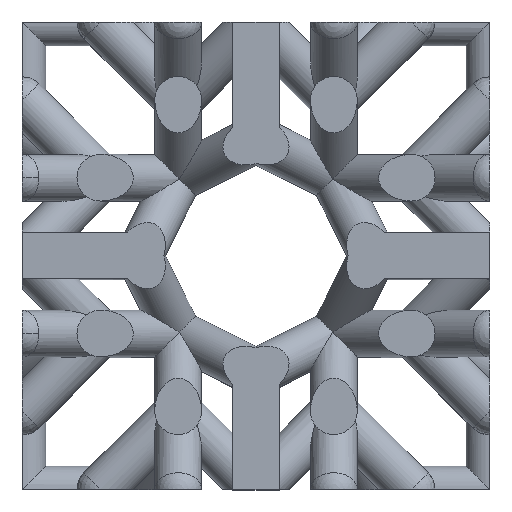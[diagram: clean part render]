
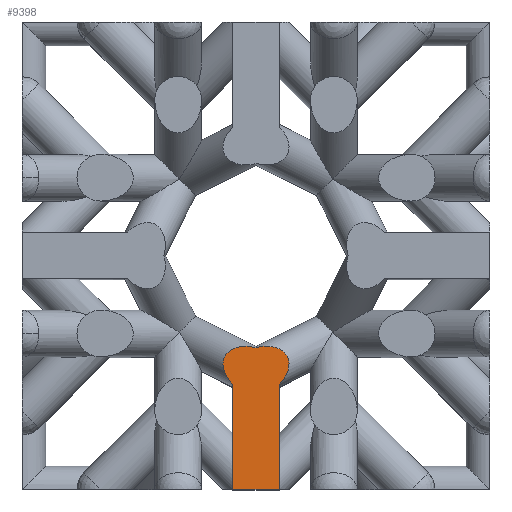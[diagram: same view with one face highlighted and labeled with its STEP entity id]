
A CAD part, top view. The second image highlights one B-rep face of the part: STEP entity #9398.
In plain terms, the highlighted planar face has unit normal (0, 0, 1).
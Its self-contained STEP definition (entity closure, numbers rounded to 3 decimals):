
#3647 = PLANE('',#3648);
#3648 = AXIS2_PLACEMENT_3D('',#3649,#3650,#3651);
#3649 = CARTESIAN_POINT('',(-5.,-5.,-5.));
#3650 = DIRECTION('',(-0.,1.,0.));
#3651 = DIRECTION('',(0.,0.,1.));
#5778 = VERTEX_POINT('',#5779);
#5779 = CARTESIAN_POINT('',(0.5,-5.,5.));
#5801 = CYLINDRICAL_SURFACE('',#5802,0.5);
#5802 = AXIS2_PLACEMENT_3D('',#5803,#5804,#5805);
#5803 = CARTESIAN_POINT('',(0.,-5.,5.));
#5804 = DIRECTION('',(0.,1.,0.));
#5805 = DIRECTION('',(0.,-0.,1.));
#5840 = VERTEX_POINT('',#5841);
#5841 = CARTESIAN_POINT('',(-0.5,-5.,5.));
#5898 = EDGE_CURVE('',#5840,#5778,#5899,.T.);
#5899 = SURFACE_CURVE('',#5900,(#5904,#5911),.PCURVE_S1.);
#5900 = LINE('',#5901,#5902);
#5901 = CARTESIAN_POINT('',(-5.,-5.,5.));
#5902 = VECTOR('',#5903,1.);
#5903 = DIRECTION('',(1.,0.,-0.));
#5904 = PCURVE('',#3647,#5905);
#5905 = DEFINITIONAL_REPRESENTATION('',(#5906),#5910);
#5906 = LINE('',#5907,#5908);
#5907 = CARTESIAN_POINT('',(10.,0.));
#5908 = VECTOR('',#5909,1.);
#5909 = DIRECTION('',(0.,1.));
#5910 = ( GEOMETRIC_REPRESENTATION_CONTEXT(2) 
PARAMETRIC_REPRESENTATION_CONTEXT() REPRESENTATION_CONTEXT('2D SPACE',''
  ) );
#5911 = PCURVE('',#5912,#5917);
#5912 = PLANE('',#5913);
#5913 = AXIS2_PLACEMENT_3D('',#5914,#5915,#5916);
#5914 = CARTESIAN_POINT('',(-5.,-5.,5.));
#5915 = DIRECTION('',(0.,0.,1.));
#5916 = DIRECTION('',(1.,0.,-0.));
#5917 = DEFINITIONAL_REPRESENTATION('',(#5918),#5922);
#5918 = LINE('',#5919,#5920);
#5919 = CARTESIAN_POINT('',(0.,0.));
#5920 = VECTOR('',#5921,1.);
#5921 = DIRECTION('',(1.,0.));
#5922 = ( GEOMETRIC_REPRESENTATION_CONTEXT(2) 
PARAMETRIC_REPRESENTATION_CONTEXT() REPRESENTATION_CONTEXT('2D SPACE',''
  ) );
#9275 = EDGE_CURVE('',#5840,#9276,#9278,.T.);
#9276 = VERTEX_POINT('',#9277);
#9277 = CARTESIAN_POINT('',(-0.5,-2.75,5.));
#9278 = SURFACE_CURVE('',#9279,(#9283,#9289),.PCURVE_S1.);
#9279 = LINE('',#9280,#9281);
#9280 = CARTESIAN_POINT('',(-0.5,-5.,5.));
#9281 = VECTOR('',#9282,1.);
#9282 = DIRECTION('',(0.,1.,0.));
#9283 = PCURVE('',#5801,#9284);
#9284 = DEFINITIONAL_REPRESENTATION('',(#9285),#9288);
#9285 = B_SPLINE_CURVE_WITH_KNOTS('',1,(#9286,#9287),.UNSPECIFIED.,.F.,
  .F.,(2,2),(0.,2.5),
  .PIECEWISE_BEZIER_KNOTS.);
#9286 = CARTESIAN_POINT('',(4.712,0.));
#9287 = CARTESIAN_POINT('',(4.712,2.5));
#9288 = ( GEOMETRIC_REPRESENTATION_CONTEXT(2) 
PARAMETRIC_REPRESENTATION_CONTEXT() REPRESENTATION_CONTEXT('2D SPACE',''
  ) );
#9289 = PCURVE('',#5912,#9290);
#9290 = DEFINITIONAL_REPRESENTATION('',(#9291),#9294);
#9291 = B_SPLINE_CURVE_WITH_KNOTS('',1,(#9292,#9293),.UNSPECIFIED.,.F.,
  .F.,(2,2),(0.,2.5),
  .PIECEWISE_BEZIER_KNOTS.);
#9292 = CARTESIAN_POINT('',(4.5,0.));
#9293 = CARTESIAN_POINT('',(4.5,2.5));
#9294 = ( GEOMETRIC_REPRESENTATION_CONTEXT(2) 
PARAMETRIC_REPRESENTATION_CONTEXT() REPRESENTATION_CONTEXT('2D SPACE',''
  ) );
#9319 = CYLINDRICAL_SURFACE('',#9320,0.5);
#9320 = AXIS2_PLACEMENT_3D('',#9321,#9322,#9323);
#9321 = CARTESIAN_POINT('',(0.,-2.5,5.));
#9322 = DIRECTION('',(-0.667,0.333,-0.667));
#9323 = DIRECTION('',(-0.707,0.,0.707));
#9338 = VERTEX_POINT('',#9339);
#9339 = CARTESIAN_POINT('',(0.5,-2.75,5.));
#9360 = CYLINDRICAL_SURFACE('',#9361,0.5);
#9361 = AXIS2_PLACEMENT_3D('',#9362,#9363,#9364);
#9362 = CARTESIAN_POINT('',(0.,-2.5,5.));
#9363 = DIRECTION('',(0.667,0.333,-0.667));
#9364 = DIRECTION('',(-0.707,0.,-0.707));
#9378 = EDGE_CURVE('',#5778,#9338,#9379,.T.);
#9379 = SURFACE_CURVE('',#9380,(#9384,#9390),.PCURVE_S1.);
#9380 = LINE('',#9381,#9382);
#9381 = CARTESIAN_POINT('',(0.5,-5.,5.));
#9382 = VECTOR('',#9383,1.);
#9383 = DIRECTION('',(0.,1.,0.));
#9384 = PCURVE('',#5801,#9385);
#9385 = DEFINITIONAL_REPRESENTATION('',(#9386),#9389);
#9386 = B_SPLINE_CURVE_WITH_KNOTS('',1,(#9387,#9388),.UNSPECIFIED.,.F.,
  .F.,(2,2),(0.,2.5),
  .PIECEWISE_BEZIER_KNOTS.);
#9387 = CARTESIAN_POINT('',(1.571,0.));
#9388 = CARTESIAN_POINT('',(1.571,2.5));
#9389 = ( GEOMETRIC_REPRESENTATION_CONTEXT(2) 
PARAMETRIC_REPRESENTATION_CONTEXT() REPRESENTATION_CONTEXT('2D SPACE',''
  ) );
#9390 = PCURVE('',#5912,#9391);
#9391 = DEFINITIONAL_REPRESENTATION('',(#9392),#9395);
#9392 = B_SPLINE_CURVE_WITH_KNOTS('',1,(#9393,#9394),.UNSPECIFIED.,.F.,
  .F.,(2,2),(0.,2.5),
  .PIECEWISE_BEZIER_KNOTS.);
#9393 = CARTESIAN_POINT('',(5.5,0.));
#9394 = CARTESIAN_POINT('',(5.5,2.5));
#9395 = ( GEOMETRIC_REPRESENTATION_CONTEXT(2) 
PARAMETRIC_REPRESENTATION_CONTEXT() REPRESENTATION_CONTEXT('2D SPACE',''
  ) );
#9398 = ADVANCED_FACE('',(#9399),#5912,.T.);
#9399 = FACE_BOUND('',#9400,.T.);
#9400 = EDGE_LOOP('',(#9401,#9402,#9403,#9404,#9434,#9463));
#9401 = ORIENTED_EDGE('',*,*,#9275,.F.);
#9402 = ORIENTED_EDGE('',*,*,#5898,.T.);
#9403 = ORIENTED_EDGE('',*,*,#9378,.T.);
#9404 = ORIENTED_EDGE('',*,*,#9405,.T.);
#9405 = EDGE_CURVE('',#9338,#9406,#9408,.T.);
#9406 = VERTEX_POINT('',#9407);
#9407 = CARTESIAN_POINT('',(0.,-1.97,5.));
#9408 = SURFACE_CURVE('',#9409,(#9414,#9421),.PCURVE_S1.);
#9409 = ELLIPSE('',#9410,0.75,0.5);
#9410 = AXIS2_PLACEMENT_3D('',#9411,#9412,#9413);
#9411 = CARTESIAN_POINT('',(0.,-2.5,5.));
#9412 = DIRECTION('',(0.,0.,1.));
#9413 = DIRECTION('',(0.894,0.447,-0.));
#9414 = PCURVE('',#5912,#9415);
#9415 = DEFINITIONAL_REPRESENTATION('',(#9416),#9420);
#9416 = ELLIPSE('',#9417,0.75,0.5);
#9417 = AXIS2_PLACEMENT_2D('',#9418,#9419);
#9418 = CARTESIAN_POINT('',(5.,2.5));
#9419 = DIRECTION('',(0.894,0.447));
#9420 = ( GEOMETRIC_REPRESENTATION_CONTEXT(2) 
PARAMETRIC_REPRESENTATION_CONTEXT() REPRESENTATION_CONTEXT('2D SPACE',''
  ) );
#9421 = PCURVE('',#9360,#9422);
#9422 = DEFINITIONAL_REPRESENTATION('',(#9423),#9433);
#9423 = B_SPLINE_CURVE_WITH_KNOTS('',8,(#9424,#9425,#9426,#9427,#9428,
    #9429,#9430,#9431,#9432),.UNSPECIFIED.,.F.,.F.,(9,9),(4.712
    ,7.854),.PIECEWISE_BEZIER_KNOTS.);
#9424 = CARTESIAN_POINT('',(4.391,0.));
#9425 = CARTESIAN_POINT('',(3.998,0.22));
#9426 = CARTESIAN_POINT('',(3.605,0.439));
#9427 = CARTESIAN_POINT('',(3.213,0.607));
#9428 = CARTESIAN_POINT('',(2.82,0.672));
#9429 = CARTESIAN_POINT('',(2.427,0.607));
#9430 = CARTESIAN_POINT('',(2.034,0.439));
#9431 = CARTESIAN_POINT('',(1.642,0.22));
#9432 = CARTESIAN_POINT('',(1.249,0.));
#9433 = ( GEOMETRIC_REPRESENTATION_CONTEXT(2) 
PARAMETRIC_REPRESENTATION_CONTEXT() REPRESENTATION_CONTEXT('2D SPACE',''
  ) );
#9434 = ORIENTED_EDGE('',*,*,#9435,.T.);
#9435 = EDGE_CURVE('',#9406,#9436,#9438,.T.);
#9436 = VERTEX_POINT('',#9437);
#9437 = CARTESIAN_POINT('',(-0.707,-2.323,5.));
#9438 = SURFACE_CURVE('',#9439,(#9444,#9451),.PCURVE_S1.);
#9439 = ELLIPSE('',#9440,0.75,0.5);
#9440 = AXIS2_PLACEMENT_3D('',#9441,#9442,#9443);
#9441 = CARTESIAN_POINT('',(0.,-2.5,5.));
#9442 = DIRECTION('',(0.,0.,1.));
#9443 = DIRECTION('',(-0.894,0.447,0.));
#9444 = PCURVE('',#5912,#9445);
#9445 = DEFINITIONAL_REPRESENTATION('',(#9446),#9450);
#9446 = ELLIPSE('',#9447,0.75,0.5);
#9447 = AXIS2_PLACEMENT_2D('',#9448,#9449);
#9448 = CARTESIAN_POINT('',(5.,2.5));
#9449 = DIRECTION('',(-0.894,0.447));
#9450 = ( GEOMETRIC_REPRESENTATION_CONTEXT(2) 
PARAMETRIC_REPRESENTATION_CONTEXT() REPRESENTATION_CONTEXT('2D SPACE',''
  ) );
#9451 = PCURVE('',#9319,#9452);
#9452 = DEFINITIONAL_REPRESENTATION('',(#9453),#9462);
#9453 = B_SPLINE_CURVE_WITH_KNOTS('',7,(#9454,#9455,#9456,#9457,#9458,
    #9459,#9460,#9461),.UNSPECIFIED.,.F.,.F.,(8,8),(4.712,
    6.605),.PIECEWISE_BEZIER_KNOTS.);
#9454 = CARTESIAN_POINT('',(1.893,0.));
#9455 = CARTESIAN_POINT('',(1.622,0.151));
#9456 = CARTESIAN_POINT('',(1.352,0.302));
#9457 = CARTESIAN_POINT('',(1.081,0.435));
#9458 = CARTESIAN_POINT('',(0.811,0.532));
#9459 = CARTESIAN_POINT('',(0.541,0.581));
#9460 = CARTESIAN_POINT('',(0.27,0.578));
#9461 = CARTESIAN_POINT('',(0.,0.53));
#9462 = ( GEOMETRIC_REPRESENTATION_CONTEXT(2) 
PARAMETRIC_REPRESENTATION_CONTEXT() REPRESENTATION_CONTEXT('2D SPACE',''
  ) );
#9463 = ORIENTED_EDGE('',*,*,#9464,.T.);
#9464 = EDGE_CURVE('',#9436,#9276,#9465,.T.);
#9465 = SURFACE_CURVE('',#9466,(#9471,#9478),.PCURVE_S1.);
#9466 = ELLIPSE('',#9467,0.75,0.5);
#9467 = AXIS2_PLACEMENT_3D('',#9468,#9469,#9470);
#9468 = CARTESIAN_POINT('',(0.,-2.5,5.));
#9469 = DIRECTION('',(0.,0.,1.));
#9470 = DIRECTION('',(-0.894,0.447,0.));
#9471 = PCURVE('',#5912,#9472);
#9472 = DEFINITIONAL_REPRESENTATION('',(#9473),#9477);
#9473 = ELLIPSE('',#9474,0.75,0.5);
#9474 = AXIS2_PLACEMENT_2D('',#9475,#9476);
#9475 = CARTESIAN_POINT('',(5.,2.5));
#9476 = DIRECTION('',(-0.894,0.447));
#9477 = ( GEOMETRIC_REPRESENTATION_CONTEXT(2) 
PARAMETRIC_REPRESENTATION_CONTEXT() REPRESENTATION_CONTEXT('2D SPACE',''
  ) );
#9478 = PCURVE('',#9319,#9479);
#9479 = DEFINITIONAL_REPRESENTATION('',(#9480),#9488);
#9480 = B_SPLINE_CURVE_WITH_KNOTS('',6,(#9481,#9482,#9483,#9484,#9485,
    #9486,#9487),.UNSPECIFIED.,.F.,.F.,(7,7),(0.322,
    1.571),.PIECEWISE_BEZIER_KNOTS.);
#9481 = CARTESIAN_POINT('',(6.283,0.53));
#9482 = CARTESIAN_POINT('',(6.075,0.494));
#9483 = CARTESIAN_POINT('',(5.867,0.429));
#9484 = CARTESIAN_POINT('',(5.659,0.34));
#9485 = CARTESIAN_POINT('',(5.45,0.233));
#9486 = CARTESIAN_POINT('',(5.242,0.116));
#9487 = CARTESIAN_POINT('',(5.034,0.));
#9488 = ( GEOMETRIC_REPRESENTATION_CONTEXT(2) 
PARAMETRIC_REPRESENTATION_CONTEXT() REPRESENTATION_CONTEXT('2D SPACE',''
  ) );
